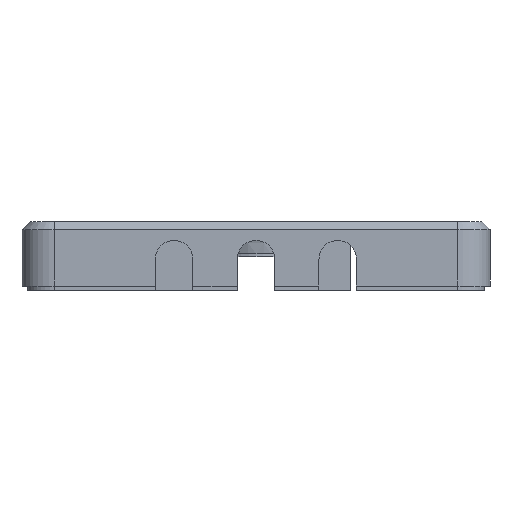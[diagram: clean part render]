
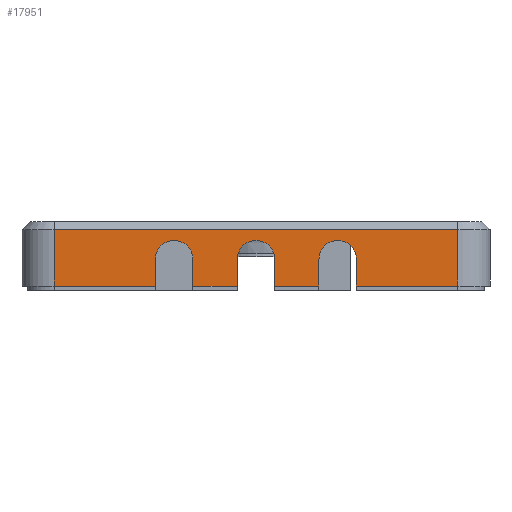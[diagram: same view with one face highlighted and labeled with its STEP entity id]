
A CAD part, front view. The second image highlights one B-rep face of the part: STEP entity #17951.
In plain terms, the highlighted planar face has unit normal (0, -1, 0).
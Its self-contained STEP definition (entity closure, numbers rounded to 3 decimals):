
#1174=CIRCLE('',#18725,3.5);
#1175=CIRCLE('',#18726,3.5);
#1176=CIRCLE('',#18727,3.5);
#2019=FACE_OUTER_BOUND('',#3081,.T.);
#3081=EDGE_LOOP('',(#15532,#15533,#15534,#15535,#15536,#15537,#15538,#15539,
#15540,#15541,#15542,#15543,#15544,#15545,#15546,#15547));
#4766=LINE('',#31768,#6628);
#4770=LINE('',#31781,#6632);
#4772=LINE('',#31787,#6634);
#4773=LINE('',#31789,#6635);
#4774=LINE('',#31791,#6636);
#4775=LINE('',#31795,#6637);
#4776=LINE('',#31797,#6638);
#4777=LINE('',#31799,#6639);
#4778=LINE('',#31803,#6640);
#4779=LINE('',#31805,#6641);
#4780=LINE('',#31807,#6642);
#4781=LINE('',#31811,#6643);
#4782=LINE('',#31812,#6644);
#6628=VECTOR('',#21595,10.);
#6632=VECTOR('',#21611,10.);
#6634=VECTOR('',#21617,10.);
#6635=VECTOR('',#21618,10.);
#6636=VECTOR('',#21619,10.);
#6637=VECTOR('',#21622,10.);
#6638=VECTOR('',#21623,10.);
#6639=VECTOR('',#21624,10.);
#6640=VECTOR('',#21627,10.);
#6641=VECTOR('',#21628,10.);
#6642=VECTOR('',#21629,10.);
#6643=VECTOR('',#21632,10.);
#6644=VECTOR('',#21633,10.);
#8445=VERTEX_POINT('',#31758);
#8447=VERTEX_POINT('',#31766);
#8450=VERTEX_POINT('',#31780);
#8452=VERTEX_POINT('',#31786);
#8453=VERTEX_POINT('',#31788);
#8454=VERTEX_POINT('',#31790);
#8455=VERTEX_POINT('',#31792);
#8456=VERTEX_POINT('',#31794);
#8457=VERTEX_POINT('',#31796);
#8458=VERTEX_POINT('',#31798);
#8459=VERTEX_POINT('',#31800);
#8460=VERTEX_POINT('',#31802);
#8461=VERTEX_POINT('',#31804);
#8462=VERTEX_POINT('',#31806);
#8463=VERTEX_POINT('',#31808);
#8464=VERTEX_POINT('',#31810);
#10863=EDGE_CURVE('',#8445,#8447,#4766,.T.);
#10869=EDGE_CURVE('',#8450,#8447,#4770,.T.);
#10872=EDGE_CURVE('',#8452,#8445,#4772,.T.);
#10873=EDGE_CURVE('',#8453,#8452,#4773,.T.);
#10874=EDGE_CURVE('',#8454,#8453,#4774,.T.);
#10875=EDGE_CURVE('',#8455,#8454,#1174,.T.);
#10876=EDGE_CURVE('',#8455,#8456,#4775,.T.);
#10877=EDGE_CURVE('',#8457,#8456,#4776,.T.);
#10878=EDGE_CURVE('',#8458,#8457,#4777,.T.);
#10879=EDGE_CURVE('',#8459,#8458,#1175,.T.);
#10880=EDGE_CURVE('',#8459,#8460,#4778,.T.);
#10881=EDGE_CURVE('',#8461,#8460,#4779,.T.);
#10882=EDGE_CURVE('',#8462,#8461,#4780,.T.);
#10883=EDGE_CURVE('',#8463,#8462,#1176,.T.);
#10884=EDGE_CURVE('',#8463,#8464,#4781,.T.);
#10885=EDGE_CURVE('',#8450,#8464,#4782,.T.);
#15532=ORIENTED_EDGE('',*,*,#10863,.F.);
#15533=ORIENTED_EDGE('',*,*,#10872,.F.);
#15534=ORIENTED_EDGE('',*,*,#10873,.F.);
#15535=ORIENTED_EDGE('',*,*,#10874,.F.);
#15536=ORIENTED_EDGE('',*,*,#10875,.F.);
#15537=ORIENTED_EDGE('',*,*,#10876,.T.);
#15538=ORIENTED_EDGE('',*,*,#10877,.F.);
#15539=ORIENTED_EDGE('',*,*,#10878,.F.);
#15540=ORIENTED_EDGE('',*,*,#10879,.F.);
#15541=ORIENTED_EDGE('',*,*,#10880,.T.);
#15542=ORIENTED_EDGE('',*,*,#10881,.F.);
#15543=ORIENTED_EDGE('',*,*,#10882,.F.);
#15544=ORIENTED_EDGE('',*,*,#10883,.F.);
#15545=ORIENTED_EDGE('',*,*,#10884,.T.);
#15546=ORIENTED_EDGE('',*,*,#10885,.F.);
#15547=ORIENTED_EDGE('',*,*,#10869,.T.);
#17061=PLANE('',#18724);
#17951=ADVANCED_FACE('',(#2019),#17061,.T.);
#18724=AXIS2_PLACEMENT_3D('',#31785,#21615,#21616);
#18725=AXIS2_PLACEMENT_3D('',#31793,#21620,#21621);
#18726=AXIS2_PLACEMENT_3D('',#31801,#21625,#21626);
#18727=AXIS2_PLACEMENT_3D('',#31809,#21630,#21631);
#21595=DIRECTION('',(1.,0.,0.));
#21611=DIRECTION('',(0.,0.,1.));
#21615=DIRECTION('center_axis',(0.,-1.,0.));
#21616=DIRECTION('ref_axis',(1.,0.,0.));
#21617=DIRECTION('',(0.,0.,1.));
#21618=DIRECTION('',(-1.,0.,0.));
#21619=DIRECTION('',(0.,0.,-1.));
#21620=DIRECTION('center_axis',(0.,-1.,0.));
#21621=DIRECTION('ref_axis',(0.707,0.,0.707));
#21622=DIRECTION('',(0.,0.,-1.));
#21623=DIRECTION('',(-1.,0.,0.));
#21624=DIRECTION('',(0.,0.,-1.));
#21625=DIRECTION('center_axis',(0.,-1.,0.));
#21626=DIRECTION('ref_axis',(0.707,0.,-0.707));
#21627=DIRECTION('',(0.,0.,-1.));
#21628=DIRECTION('',(-1.,0.,0.));
#21629=DIRECTION('',(0.,0.,-1.));
#21630=DIRECTION('center_axis',(0.,-1.,0.));
#21631=DIRECTION('ref_axis',(0.707,0.,0.707));
#21632=DIRECTION('',(0.,0.,-1.));
#21633=DIRECTION('',(-1.,0.,0.));
#31758=CARTESIAN_POINT('',(-37.64,-43.64,0.5));
#31766=CARTESIAN_POINT('',(37.64,-43.64,0.5));
#31768=CARTESIAN_POINT('',(-18.82,-43.64,0.5));
#31780=CARTESIAN_POINT('',(37.64,-43.64,-10.));
#31781=CARTESIAN_POINT('',(37.64,-43.64,0.));
#31785=CARTESIAN_POINT('Origin',(-37.64,-43.64,0.));
#31786=CARTESIAN_POINT('',(-37.64,-43.64,-10.));
#31787=CARTESIAN_POINT('',(-37.64,-43.64,0.));
#31788=CARTESIAN_POINT('',(-18.78,-43.64,-10.));
#31789=CARTESIAN_POINT('',(-37.64,-43.64,-10.));
#31790=CARTESIAN_POINT('',(-18.78,-43.64,-5.));
#31791=CARTESIAN_POINT('',(-18.78,-43.64,0.));
#31792=CARTESIAN_POINT('',(-11.78,-43.64,-5.));
#31793=CARTESIAN_POINT('Origin',(-15.28,-43.64,-5.));
#31794=CARTESIAN_POINT('',(-11.78,-43.64,-10.));
#31795=CARTESIAN_POINT('',(-11.78,-43.64,0.));
#31796=CARTESIAN_POINT('',(-3.5,-43.64,-10.));
#31797=CARTESIAN_POINT('',(-37.64,-43.64,-10.));
#31798=CARTESIAN_POINT('',(-3.5,-43.64,-5.));
#31799=CARTESIAN_POINT('',(-3.5,-43.64,0.));
#31800=CARTESIAN_POINT('',(3.5,-43.64,-5.));
#31801=CARTESIAN_POINT('Origin',(0.,-43.64,
-5.));
#31802=CARTESIAN_POINT('',(3.5,-43.64,-10.));
#31803=CARTESIAN_POINT('',(3.5,-43.64,0.));
#31804=CARTESIAN_POINT('',(11.74,-43.64,-10.));
#31805=CARTESIAN_POINT('',(-37.64,-43.64,-10.));
#31806=CARTESIAN_POINT('',(11.74,-43.64,-5.));
#31807=CARTESIAN_POINT('',(11.74,-43.64,0.));
#31808=CARTESIAN_POINT('',(18.74,-43.64,-5.));
#31809=CARTESIAN_POINT('Origin',(15.24,-43.64,-5.));
#31810=CARTESIAN_POINT('',(18.74,-43.64,-10.));
#31811=CARTESIAN_POINT('',(18.74,-43.64,0.));
#31812=CARTESIAN_POINT('',(-37.64,-43.64,-10.));
